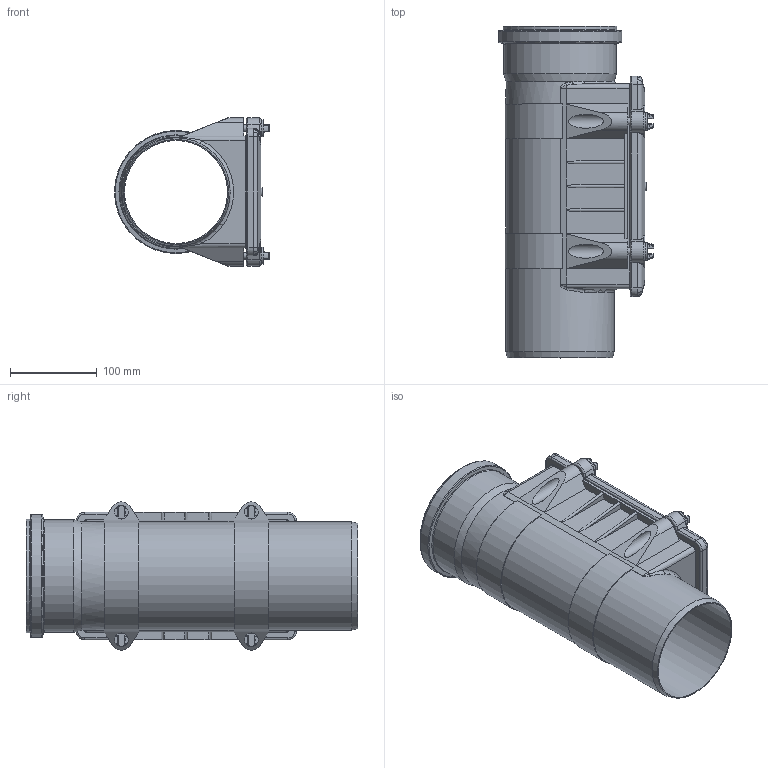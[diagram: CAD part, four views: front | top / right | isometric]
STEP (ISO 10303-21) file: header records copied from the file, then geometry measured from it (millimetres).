
FILE_DESCRIPTION(/* description */ (''),/* implementation_level */ '2;1');
FILE_NAME(/* name */ '221600 KGRE Reinigungsrohr eckig DN_OD 125 Zusammenbau.stp',/* time_stamp */ '2017-04-18T11:14:05+02:00',/* author */ ('user1'),/* organization */ (''),/* preprocessor_version */ 'ST-DEVELOPER v16.1',/* originating_system */ 'Autodesk Inventor 2016',/* authorisation */ '');
FILE_SCHEMA (('AUTOMOTIVE_DESIGN { 1 0 10303 214 3 1 1 }'));
Length unit declared in the file: millimetre
Products named in the file (5): 221600 KGRE Reinigungsrohr DN_OD 125; 221600 KGRE Reinigungsrohr DN_OD 125 Befestigung; 221600 KGRE Reinigungsrohr DN_OD 125 Deckel; 221600 KGRE Reinigungsrohr DN_OD 125 Dichtung; 221600 KGRE Reinigungsrohr eckig DN_OD 125 Zusammenbau
Assembly tree (7 placements, depth 2):
  221600 KGRE Reinigungsrohr eckig DN_OD 125 Zusammenbau
    221600 KGRE Reinigungsrohr DN_OD 125
    221600 KGRE Reinigungsrohr DN_OD 125 Befestigung  x4
    221600 KGRE Reinigungsrohr DN_OD 125 Deckel
    221600 KGRE Reinigungsrohr DN_OD 125 Dichtung
Bounding box: 179 x 383 x 171 mm (x, y, z)
Volume: 1244559.4 mm3; surface area: 575964.6 mm2
Topology: 7 solids, 7 shells, 1249 faces, 2832 edges, 1569 vertices
Faces by surface type: cylinder 363, plane 291, bspline 274, torus 150, sphere 144, cone 27
Full cylindrical faces by diameter (mm): 7.9 x4, 10 x1, 16 x8, 20 x4, 119 x1, 125 x1, 125.4 x1, 126 x2, 130 x1, 130.6 x1, 137.5 x1, 142.1 x1
Entity records: 28888 total; most frequent: CARTESIAN_POINT 9598, DIRECTION 4180, ORIENTED_EDGE 3892, EDGE_CURVE 1946, AXIS2_PLACEMENT_3D 1726, VERTEX_POINT 1125, EDGE_LOOP 941, FACE_OUTER_BOUND 874
